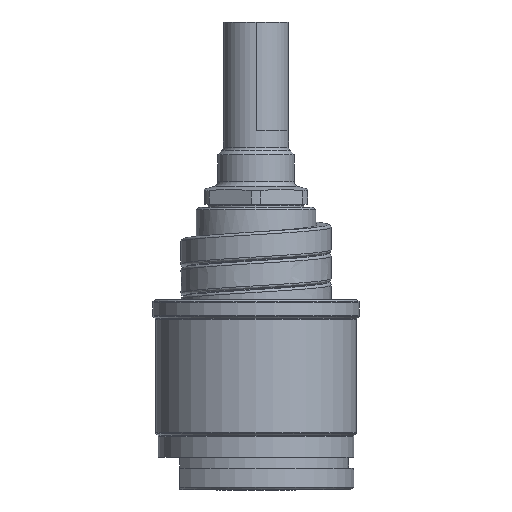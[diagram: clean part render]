
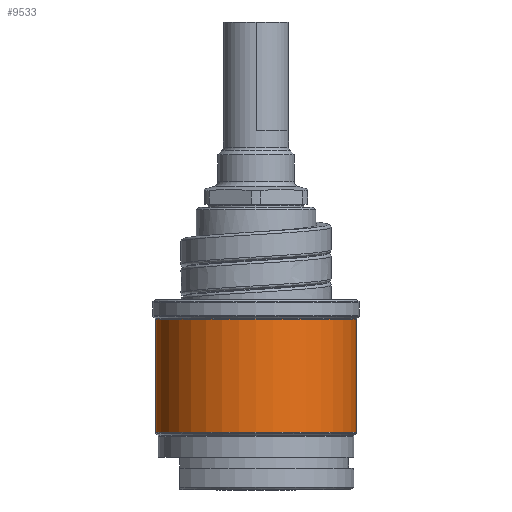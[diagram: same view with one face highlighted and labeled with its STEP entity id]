
A CAD part, front view. The second image highlights one B-rep face of the part: STEP entity #9533.
In plain terms, the highlighted cylindrical face has radius 18.5 mm (diameter 37 mm), a partial arc.
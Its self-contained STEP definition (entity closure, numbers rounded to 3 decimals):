
#3095=CARTESIAN_POINT('',(0.,0.,10.583));
#3096=DIRECTION('',(0.,0.,1.));
#3097=DIRECTION('',(-1.,0.,0.));
#3098=AXIS2_PLACEMENT_3D('',#3095,#3096,#3097);
#3100=DIRECTION('',(0.,0.,-1.));
#3101=VECTOR('',#3100,20.834);
#3102=CARTESIAN_POINT('',(-18.5,0.,31.417));
#3103=LINE('',#3102,#3101);
#3104=CARTESIAN_POINT('',(0.,0.,31.417));
#3105=DIRECTION('',(0.,0.,1.));
#3106=DIRECTION('',(-1.,0.,0.));
#3107=AXIS2_PLACEMENT_3D('',#3104,#3105,#3106);
#3109=DIRECTION('',(0.,0.,-1.));
#3110=VECTOR('',#3109,20.834);
#3111=CARTESIAN_POINT('',(18.5,0.,31.417));
#3112=LINE('',#3111,#3110);
#5199=CARTESIAN_POINT('',(18.5,0.,31.417));
#5200=CARTESIAN_POINT('',(-18.5,0.,31.417));
#5201=VERTEX_POINT('',#5199);
#5202=VERTEX_POINT('',#5200);
#5225=CARTESIAN_POINT('',(18.5,0.,10.583));
#5226=VERTEX_POINT('',#5225);
#5227=CARTESIAN_POINT('',(-18.5,0.,10.583));
#5228=VERTEX_POINT('',#5227);
#9521=CARTESIAN_POINT('',(0.,0.,8.75));
#9522=DIRECTION('',(0.,0.,1.));
#9523=DIRECTION('',(-1.,0.,0.));
#9524=AXIS2_PLACEMENT_3D('',#9521,#9522,#9523);
#9525=CYLINDRICAL_SURFACE('',#9524,18.5);
#9526=ORIENTED_EDGE('',*,*,#9502,.F.);
#9527=ORIENTED_EDGE('',*,*,#9483,.F.);
#9529=ORIENTED_EDGE('',*,*,#9528,.T.);
#9530=ORIENTED_EDGE('',*,*,#9479,.T.);
#9531=EDGE_LOOP('',(#9526,#9527,#9529,#9530));
#9532=FACE_OUTER_BOUND('',#9531,.F.);
#3099=CIRCLE('',#3098,18.5);
#3108=CIRCLE('',#3107,18.5);
#9479=EDGE_CURVE('',#5201,#5226,#3112,.T.);
#9483=EDGE_CURVE('',#5202,#5228,#3103,.T.);
#9502=EDGE_CURVE('',#5228,#5226,#3099,.T.);
#9528=EDGE_CURVE('',#5202,#5201,#3108,.T.);
#9533=ADVANCED_FACE('',(#9532),#9525,.T.);
